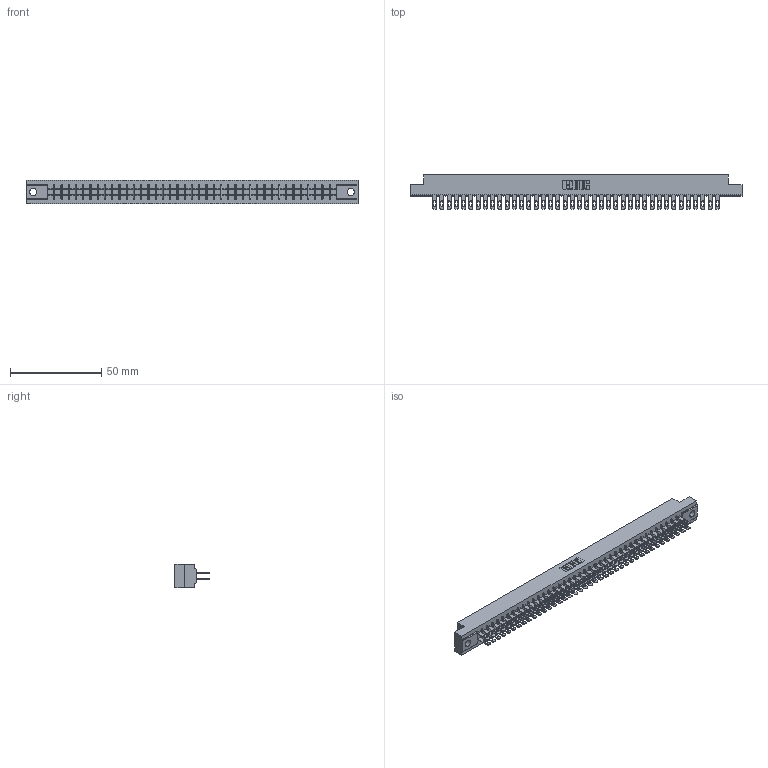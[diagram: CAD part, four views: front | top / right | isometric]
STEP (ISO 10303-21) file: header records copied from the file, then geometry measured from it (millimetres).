
FILE_DESCRIPTION (( 'STEP AP203' ), '1' );
FILE_NAME ('355-080-500-504.STEP', '2019-09-13T14:21:28', ( '' ), ( '' ), 'SwSTEP 2.0', 'SolidWorks 2016', '' );
FILE_SCHEMA (( 'CONFIG_CONTROL_DESIGN' ));
Length unit declared in the file: inch
Products named in the file (3): 305-290-001_500; 305 Part_.156 Dia; 355-080-500-504
Assembly tree (81 placements, depth 2):
  355-080-500-504
    305 Part_.156 Dia
    305-290-001_500  x80
Bounding box: 181.51 x 18.85 x 12.7 mm (x, y, z)
Volume: 18512 mm3; surface area: 25796 mm2
Topology: 81 solids, 81 shells, 4130 faces, 11832 edges, 7672 vertices
Faces by surface type: plane 2322, cylinder 1648, sphere 160
Entity records: 43993 total; most frequent: CARTESIAN_POINT 7284, ORIENTED_EDGE 7228, DIRECTION 7042, EDGE_CURVE 3614, LINE 2926, VECTOR 2926, VERTEX_POINT 2300, AXIS2_PLACEMENT_3D 2058
